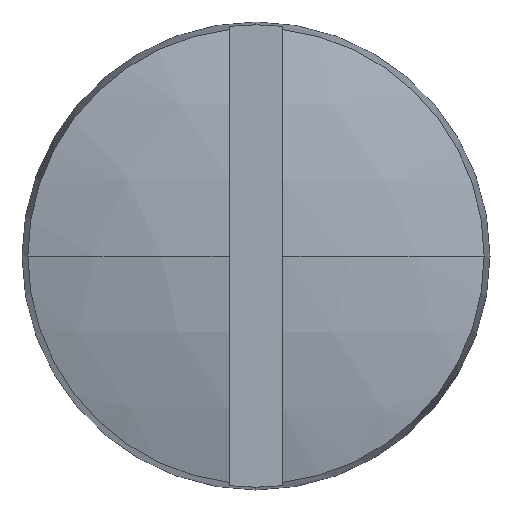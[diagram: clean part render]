
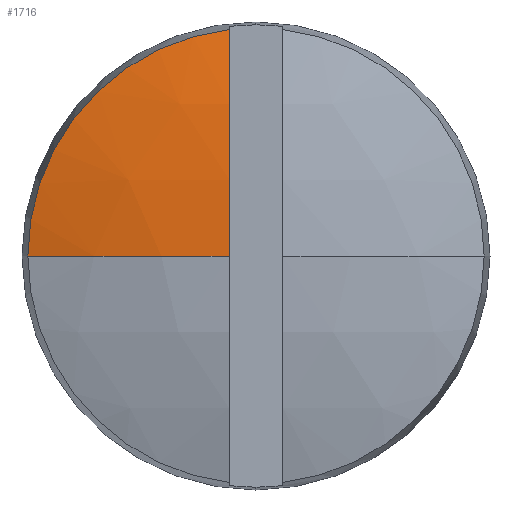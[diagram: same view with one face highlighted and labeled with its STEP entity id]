
A CAD part, left-side view. The second image highlights one B-rep face of the part: STEP entity #1716.
In plain terms, the highlighted spherical face has radius 11.895 mm.
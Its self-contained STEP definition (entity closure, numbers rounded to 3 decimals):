
#8 = VERTEX_POINT ( 'NONE', #2420 ) ;
#111 = ORIENTED_EDGE ( 'NONE', *, *, #222, .T. ) ;
#191 = DIRECTION ( 'NONE',  ( 0., -1., 0. ) ) ;
#222 = EDGE_CURVE ( 'NONE', #353, #8, #2457, .T. ) ;
#252 = AXIS2_PLACEMENT_3D ( 'NONE', #1972, #1547, #1316 ) ;
#353 = VERTEX_POINT ( 'NONE', #372 ) ;
#372 = CARTESIAN_POINT ( 'NONE',  ( 0.5, 3.413, 0. ) ) ;
#432 = DIRECTION ( 'NONE',  ( 0., 0., 1. ) ) ;
#674 = CARTESIAN_POINT ( 'NONE',  ( 0.5, 0., 0. ) ) ;
#749 = DIRECTION ( 'NONE',  ( 0., 1., 0. ) ) ;
#825 = AXIS2_PLACEMENT_3D ( 'NONE', #2525, #191, #2324 ) ;
#1019 = CARTESIAN_POINT ( 'NONE',  ( 11.895, 0., 0. ) ) ;
#1040 = VERTEX_POINT ( 'NONE', #2376 ) ;
#1311 = CIRCLE ( 'NONE', #1415, 3.413 ) ;
#1316 = DIRECTION ( 'NONE',  ( 1., 0., 0. ) ) ;
#1415 = AXIS2_PLACEMENT_3D ( 'NONE', #674, #2577, #432 ) ;
#1547 = DIRECTION ( 'NONE',  ( 0., 0., 1. ) ) ;
#1703 = SPHERICAL_SURFACE ( 'NONE', #2637, 11.895 ) ;
#1716 = ADVANCED_FACE ( 'NONE', ( #2893 ), #1703, .T. ) ;
#1972 = CARTESIAN_POINT ( 'NONE',  ( 11.895, 0., 0. ) ) ;
#1985 = DIRECTION ( 'NONE',  ( 0., 0., -1. ) ) ;
#2010 = EDGE_CURVE ( 'NONE', #1040, #353, #1311, .T. ) ;
#2324 = DIRECTION ( 'NONE',  ( 0., 0., -1. ) ) ;
#2344 = ORIENTED_EDGE ( 'NONE', *, *, #2010, .T. ) ;
#2376 = CARTESIAN_POINT ( 'NONE',  ( 0.5, 0.4, 3.389 ) ) ;
#2420 = CARTESIAN_POINT ( 'NONE',  ( 0.007, 0.4, 0. ) ) ;
#2457 = CIRCLE ( 'NONE', #252, 11.895 ) ;
#2471 = CIRCLE ( 'NONE', #825, 11.889 ) ;
#2498 = EDGE_LOOP ( 'NONE', ( #2344, #111, #2901 ) ) ;
#2525 = CARTESIAN_POINT ( 'NONE',  ( 11.895, 0.4, 0. ) ) ;
#2577 = DIRECTION ( 'NONE',  ( -1., 0., 0. ) ) ;
#2637 = AXIS2_PLACEMENT_3D ( 'NONE', #1019, #1985, #749 ) ;
#2845 = EDGE_CURVE ( 'NONE', #1040, #8, #2471, .T. ) ;
#2893 = FACE_OUTER_BOUND ( 'NONE', #2498, .T. ) ;
#2901 = ORIENTED_EDGE ( 'NONE', *, *, #2845, .F. ) ;
